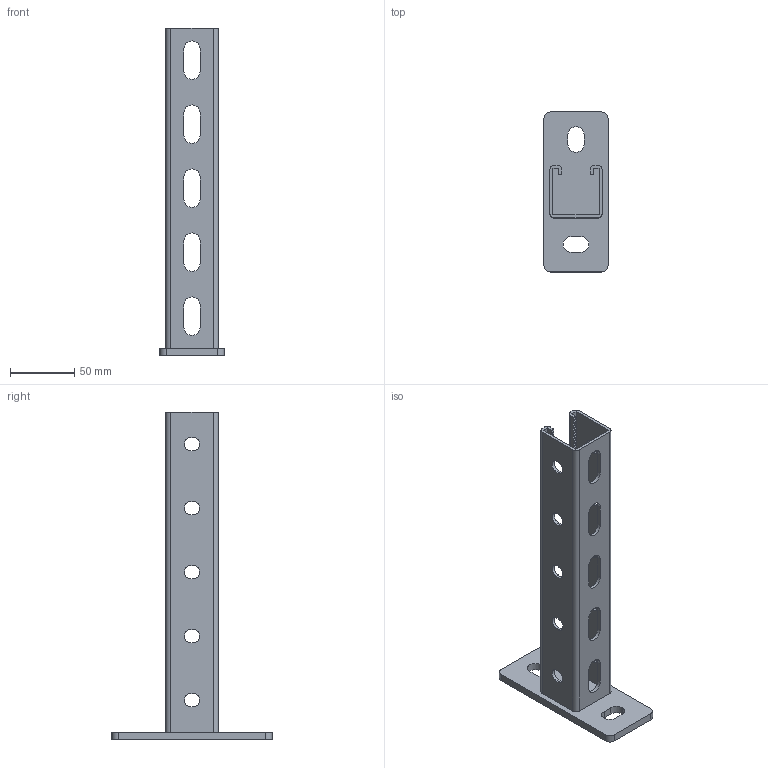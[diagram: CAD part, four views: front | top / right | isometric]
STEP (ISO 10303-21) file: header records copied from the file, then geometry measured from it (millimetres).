
FILE_DESCRIPTION (( 'STEP AP203' ), '1' );
FILE_NAME ('ÊÈÂÀ 207.03.00ÑÁ_Êîíñîëü Strut îäèíàðíàÿ_h41 L200.step', '2022-01-27T09:20:03', ( '' ), ( '' ), 'SwSTEP 2.0', 'SolidWorks 2017', '' );
FILE_SCHEMA (( 'CONFIG_CONTROL_DESIGN' ));
Length unit declared in the file: millimetre
Products named in the file (3): ÊÈÂÀ 207.03.01 Ïÿòêà êîíñîëè ¹1; ÊÈÂÀ 207.03.00ÑÁ_Êîíñîëü Strut îäèíàðíàÿ_h41 L200; STRUT-镳铘桦黖h41-250
Assembly tree (2 placements, depth 2):
  ÊÈÂÀ 207.03.00ÑÁ_Êîíñîëü Strut îäèíàðíàÿ_h41 L200
    ÊÈÂÀ 207.03.01 Ïÿòêà êîíñîëè ¹1
    STRUT-镳铘桦黖h41-250
Bounding box: 50 x 125 x 256 mm (x, y, z)
Volume: 111240.2 mm3; surface area: 80518.3 mm2
Topology: 2 solids, 2 shells, 502 faces, 1493 edges, 995 vertices
Faces by surface type: plane 457, cylinder 45
Entity records: 16932 total; most frequent: CARTESIAN_POINT 2995, ORIENTED_EDGE 2986, DIRECTION 2597, EDGE_CURVE 1493, LINE 1403, VECTOR 1403, VERTEX_POINT 995, AXIS2_PLACEMENT_3D 597
